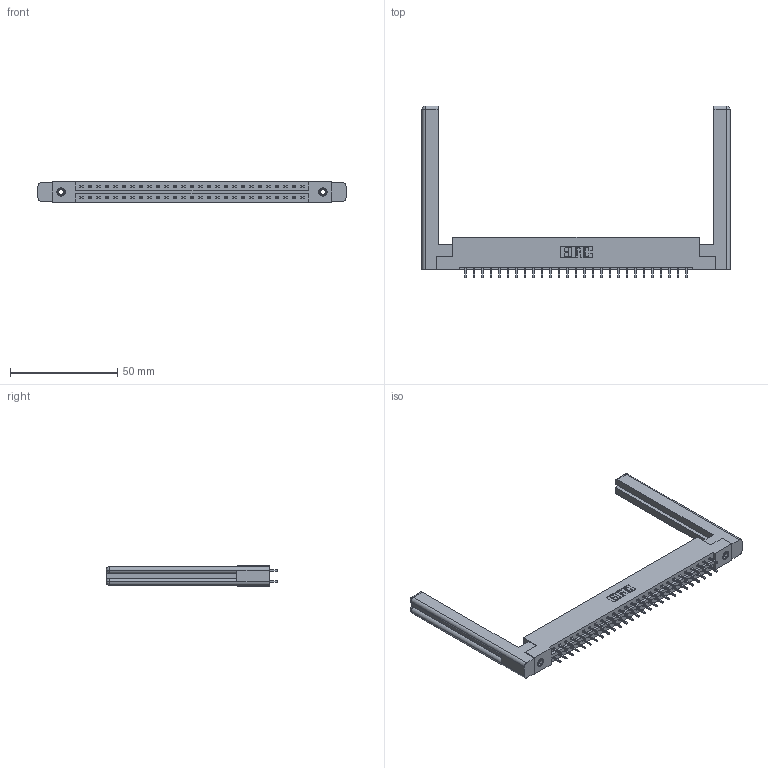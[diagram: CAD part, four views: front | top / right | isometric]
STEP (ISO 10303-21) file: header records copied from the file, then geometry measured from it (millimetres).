
FILE_DESCRIPTION (( 'STEP AP203' ), '1' );
FILE_NAME ('387-054-521-258.STEP', '2019-10-19T04:28:27', ( '' ), ( '' ), 'SwSTEP 2.0', 'SolidWorks 2016', '' );
FILE_SCHEMA (( 'CONFIG_CONTROL_DESIGN' ));
Length unit declared in the file: inch
Products named in the file (5): 345-250-001_345-250-001-102; 337 Part_Flush Mounting Lugs - 0.156 Dia-TI; 387-054-521-258; 307-220-058; 345-292-001_345-293-121
Assembly tree (59 placements, depth 2):
  387-054-521-258
    337 Part_Flush Mounting Lugs - 0.156 Dia-TI
    345-292-001_345-293-121  x54
    345-250-001_345-250-001-102  x2
    307-220-058  x2
Bounding box: 143.61 x 80.14 x 9.4 mm (x, y, z)
Volume: 22055.6 mm3; surface area: 21600.4 mm2
Topology: 59 solids, 59 shells, 3172 faces, 9359 edges, 6154 vertices
Faces by surface type: plane 2206, cylinder 942, cone 12, torus 12
Entity records: 25526 total; most frequent: CARTESIAN_POINT 4321, ORIENTED_EDGE 4196, DIRECTION 3718, EDGE_CURVE 2098, VECTOR 1922, LINE 1922, VERTEX_POINT 1390, AXIS2_PLACEMENT_3D 898
